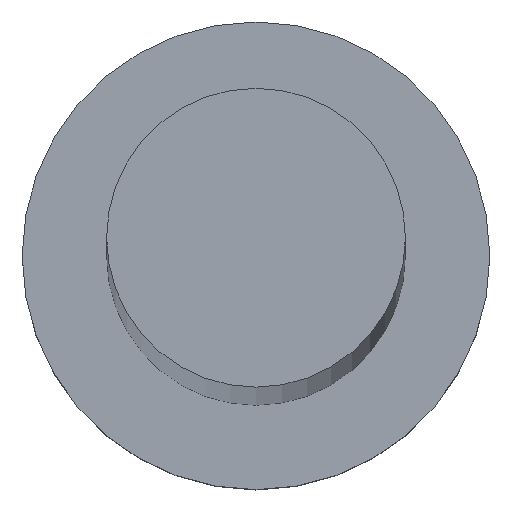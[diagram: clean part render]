
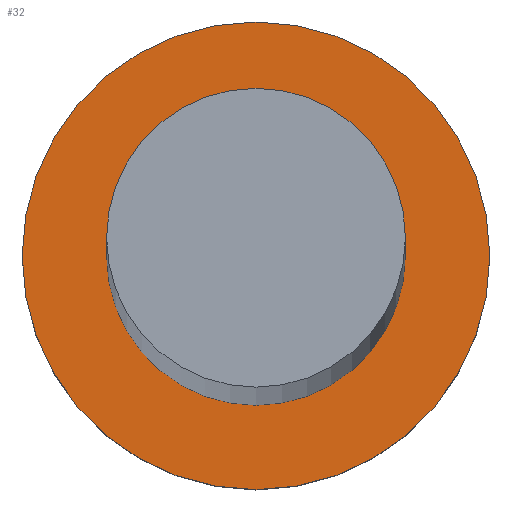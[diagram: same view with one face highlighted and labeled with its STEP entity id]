
A CAD part, top view. The second image highlights one B-rep face of the part: STEP entity #32.
In plain terms, the highlighted planar face has unit normal (0, 0, 1).
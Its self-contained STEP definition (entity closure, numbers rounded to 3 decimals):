
#3 = EDGE_LOOP ( 'NONE', ( #61, #74 ) ) ;
#24 = DIRECTION ( 'NONE',  ( 0., 0., 1. ) ) ;
#32 = ADVANCED_FACE ( 'NONE', ( #245, #168 ), #58, .T. ) ;
#36 = EDGE_LOOP ( 'NONE', ( #139, #240 ) ) ;
#37 = EDGE_CURVE ( 'NONE', #147, #125, #216, .T. ) ;
#39 = CARTESIAN_POINT ( 'NONE',  ( 0., 0., 7. ) ) ;
#41 = CARTESIAN_POINT ( 'NONE',  ( 0., 0., 7. ) ) ;
#43 = CARTESIAN_POINT ( 'NONE',  ( 0., 0., 7. ) ) ;
#44 = CARTESIAN_POINT ( 'NONE',  ( 5.75, 0., 7. ) ) ;
#57 = VERTEX_POINT ( 'NONE', #172 ) ;
#58 = PLANE ( 'NONE',  #181 ) ;
#61 = ORIENTED_EDGE ( 'NONE', *, *, #69, .T. ) ;
#69 = EDGE_CURVE ( 'NONE', #85, #57, #173, .T. ) ;
#74 = ORIENTED_EDGE ( 'NONE', *, *, #237, .T. ) ;
#77 = CIRCLE ( 'NONE', #253, 5.75 ) ;
#79 = DIRECTION ( 'NONE',  ( 0., 0., 1. ) ) ;
#85 = VERTEX_POINT ( 'NONE', #98 ) ;
#86 = CARTESIAN_POINT ( 'NONE',  ( -5.75, 0., 7. ) ) ;
#97 = CARTESIAN_POINT ( 'NONE',  ( 0., 0., 7. ) ) ;
#98 = CARTESIAN_POINT ( 'NONE',  ( -9., 0., 7. ) ) ;
#105 = AXIS2_PLACEMENT_3D ( 'NONE', #43, #150, #210 ) ;
#125 = VERTEX_POINT ( 'NONE', #86 ) ;
#131 = CIRCLE ( 'NONE', #175, 9. ) ;
#137 = AXIS2_PLACEMENT_3D ( 'NONE', #244, #223, #166 ) ;
#139 = ORIENTED_EDGE ( 'NONE', *, *, #242, .F. ) ;
#147 = VERTEX_POINT ( 'NONE', #44 ) ;
#150 = DIRECTION ( 'NONE',  ( 0., 0., 1. ) ) ;
#166 = DIRECTION ( 'NONE',  ( 1., 0., 0. ) ) ;
#167 = DIRECTION ( 'NONE',  ( 0., 0., 1. ) ) ;
#168 = FACE_OUTER_BOUND ( 'NONE', #3, .T. ) ;
#172 = CARTESIAN_POINT ( 'NONE',  ( 9., 0., 7. ) ) ;
#173 = CIRCLE ( 'NONE', #137, 9. ) ;
#175 = AXIS2_PLACEMENT_3D ( 'NONE', #97, #79, #221 ) ;
#181 = AXIS2_PLACEMENT_3D ( 'NONE', #41, #24, #191 ) ;
#191 = DIRECTION ( 'NONE',  ( 1., 0., 0. ) ) ;
#210 = DIRECTION ( 'NONE',  ( 1., 0., 0. ) ) ;
#216 = CIRCLE ( 'NONE', #105, 5.75 ) ;
#221 = DIRECTION ( 'NONE',  ( 1., 0., 0. ) ) ;
#223 = DIRECTION ( 'NONE',  ( 0., 0., 1. ) ) ;
#237 = EDGE_CURVE ( 'NONE', #57, #85, #131, .T. ) ;
#240 = ORIENTED_EDGE ( 'NONE', *, *, #37, .F. ) ;
#242 = EDGE_CURVE ( 'NONE', #125, #147, #77, .T. ) ;
#243 = DIRECTION ( 'NONE',  ( 1., 0., 0. ) ) ;
#244 = CARTESIAN_POINT ( 'NONE',  ( 0., 0., 7. ) ) ;
#245 = FACE_BOUND ( 'NONE', #36, .T. ) ;
#253 = AXIS2_PLACEMENT_3D ( 'NONE', #39, #167, #243 ) ;
